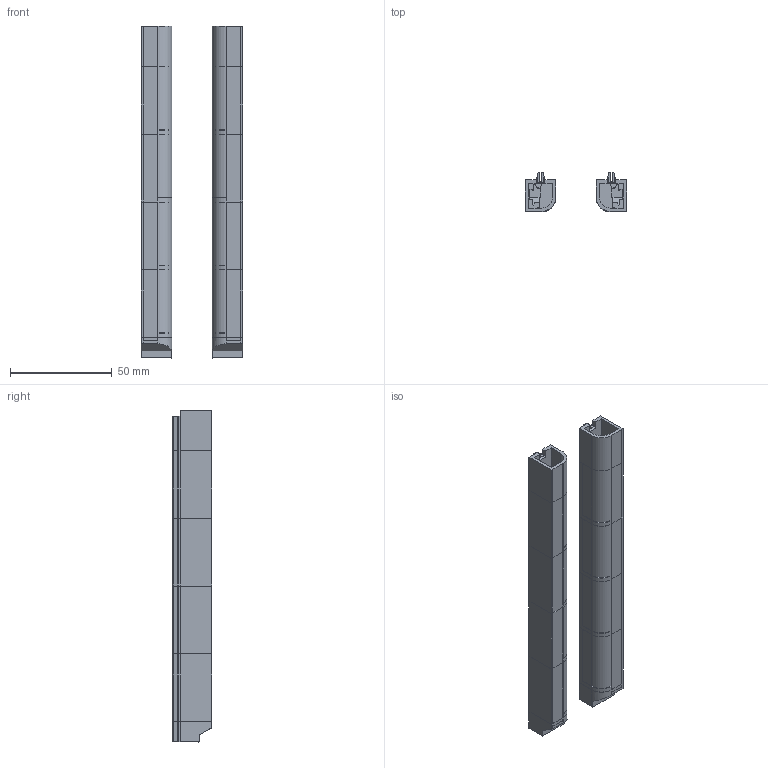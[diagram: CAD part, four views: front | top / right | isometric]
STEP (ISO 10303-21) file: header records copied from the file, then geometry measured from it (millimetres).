
FILE_DESCRIPTION(/* description */ (''),/* implementation_level */ '2;1');
FILE_NAME(/* name */ 'LED-Mount-Diffusor v13.step',/* time_stamp */ '2023-01-08T13:31:38+01:00',/* author */ (''),/* organization */ (''),/* preprocessor_version */ 'ST-DEVELOPER v19.2',/* originating_system */ 'Autodesk Translation Framework v11.17.0.187',/* authorisation */ '');
FILE_SCHEMA (('AUTOMOTIVE_DESIGN { 1 0 10303 214 3 1 1 }'));
Length unit declared in the file: millimetre
Products named in the file (9): LED-Mount-Diffusor; Mount left V2; End Cap rear; End Cap front; Segment; Mount left V2(Mirror); End Cap rear (1); End Cap front (1); Segment (1)
Assembly tree (14 placements, depth 3):
  LED-Mount-Diffusor
    Mount left V2
      Segment  x4
      End Cap rear
      End Cap front
    Mount left V2(Mirror)
      Segment (1)  x4
      End Cap rear (1)
      End Cap front (1)
Bounding box: 49.88 x 19.38 x 163.4 mm (x, y, z)
Volume: 37871.4 mm3; surface area: 51330.1 mm2
Topology: 20 solids, 20 shells, 946 faces, 2716 edges, 1802 vertices
Faces by surface type: plane 714, cylinder 232
Entity records: 12324 total; most frequent: CARTESIAN_POINT 2157, ORIENTED_EDGE 2120, DIRECTION 2000, EDGE_CURVE 1060, LINE 906, VECTOR 906, VERTEX_POINT 704, AXIS2_PLACEMENT_3D 547
